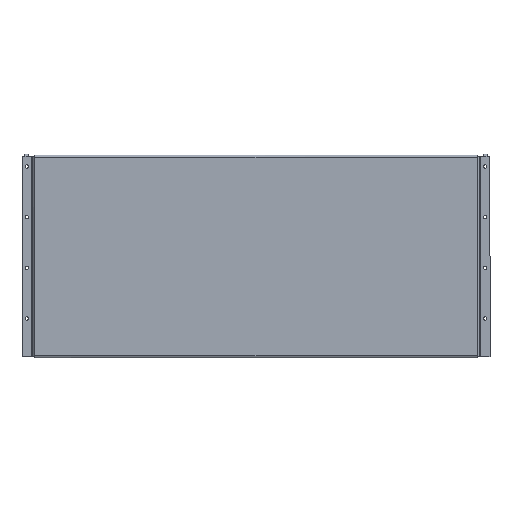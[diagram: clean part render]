
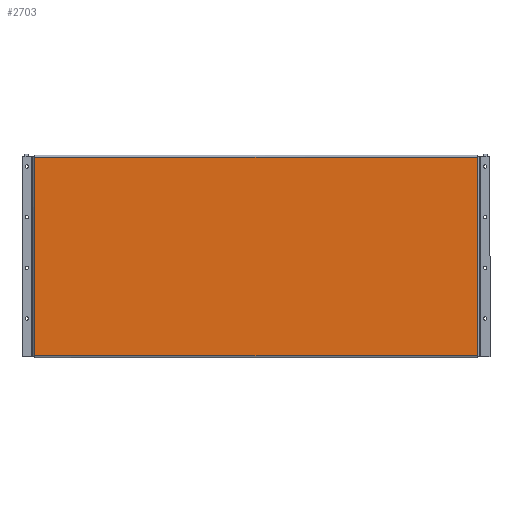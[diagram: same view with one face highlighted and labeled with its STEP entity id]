
A CAD part, front view. The second image highlights one B-rep face of the part: STEP entity #2703.
In plain terms, the highlighted planar face has unit normal (0, -1, 0).
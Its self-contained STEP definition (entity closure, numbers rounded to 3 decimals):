
#82 = DIRECTION ( 'NONE',  ( 0., 0., -1. ) ) ;
#98 = VERTEX_POINT ( 'NONE', #2150 ) ;
#135 = DIRECTION ( 'NONE',  ( 0., 0., -1. ) ) ;
#265 = LINE ( 'NONE', #1329, #1266 ) ;
#428 = ORIENTED_EDGE ( 'NONE', *, *, #998, .T. ) ;
#477 = DIRECTION ( 'NONE',  ( -1., 0., 0. ) ) ;
#558 = VERTEX_POINT ( 'NONE', #1185 ) ;
#712 = VECTOR ( 'NONE', #82, 1000. ) ;
#753 = PLANE ( 'NONE',  #984 ) ;
#937 = CARTESIAN_POINT ( 'NONE',  ( 4., 0., 392. ) ) ;
#984 = AXIS2_PLACEMENT_3D ( 'NONE', #1805, #1031, #1642 ) ;
#998 = EDGE_CURVE ( 'NONE', #98, #2530, #2250, .T. ) ;
#1031 = DIRECTION ( 'NONE',  ( 0., -1., 0. ) ) ;
#1058 = VERTEX_POINT ( 'NONE', #2409 ) ;
#1185 = CARTESIAN_POINT ( 'NONE',  ( 877., 0., 392. ) ) ;
#1266 = VECTOR ( 'NONE', #477, 1000. ) ;
#1329 = CARTESIAN_POINT ( 'NONE',  ( 0., 0., 392. ) ) ;
#1334 = CARTESIAN_POINT ( 'NONE',  ( 0., 0., 0. ) ) ;
#1401 = EDGE_LOOP ( 'NONE', ( #1839, #2565, #1749, #428 ) ) ;
#1572 = DIRECTION ( 'NONE',  ( -1., 0., 0. ) ) ;
#1642 = DIRECTION ( 'NONE',  ( 0., 0., -1. ) ) ;
#1680 = LINE ( 'NONE', #2742, #712 ) ;
#1712 = VECTOR ( 'NONE', #1572, 1000. ) ;
#1749 = ORIENTED_EDGE ( 'NONE', *, *, #2680, .T. ) ;
#1805 = CARTESIAN_POINT ( 'NONE',  ( 0., 0., 392. ) ) ;
#1839 = ORIENTED_EDGE ( 'NONE', *, *, #2284, .F. ) ;
#1897 = LINE ( 'NONE', #1334, #1712 ) ;
#2150 = CARTESIAN_POINT ( 'NONE',  ( 4., 0., 392. ) ) ;
#2250 = LINE ( 'NONE', #937, #2527 ) ;
#2284 = EDGE_CURVE ( 'NONE', #1058, #2530, #1897, .T. ) ;
#2348 = FACE_OUTER_BOUND ( 'NONE', #1401, .T. ) ;
#2409 = CARTESIAN_POINT ( 'NONE',  ( 877., 0., 0. ) ) ;
#2527 = VECTOR ( 'NONE', #135, 1000. ) ;
#2530 = VERTEX_POINT ( 'NONE', #3057 ) ;
#2565 = ORIENTED_EDGE ( 'NONE', *, *, #2573, .F. ) ;
#2573 = EDGE_CURVE ( 'NONE', #558, #1058, #1680, .T. ) ;
#2680 = EDGE_CURVE ( 'NONE', #558, #98, #265, .T. ) ;
#2703 = ADVANCED_FACE ( 'NONE', ( #2348 ), #753, .T. ) ;
#2742 = CARTESIAN_POINT ( 'NONE',  ( 877., 0., 392. ) ) ;
#3057 = CARTESIAN_POINT ( 'NONE',  ( 4., 0., 0. ) ) ;
